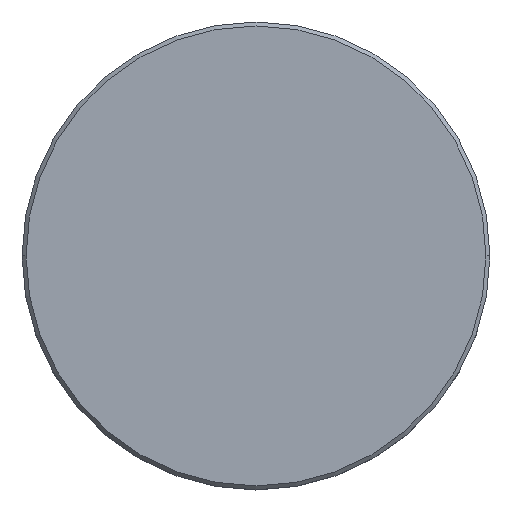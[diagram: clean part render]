
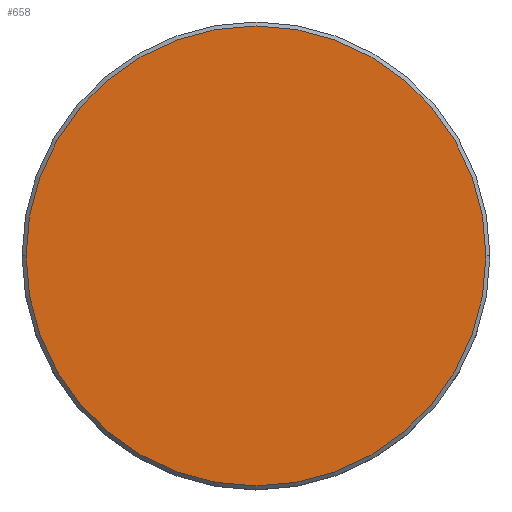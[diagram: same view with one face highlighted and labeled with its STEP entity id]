
A CAD part, top view. The second image highlights one B-rep face of the part: STEP entity #658.
In plain terms, the highlighted planar face has unit normal (0, 0, 1).
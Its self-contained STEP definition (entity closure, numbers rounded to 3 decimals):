
#30 = CIRCLE ( 'NONE', #689, 29. ) ;
#138 = CARTESIAN_POINT ( 'NONE',  ( -29., 0., 0. ) ) ;
#183 = DIRECTION ( 'NONE',  ( 0., 0., 1. ) ) ;
#272 = DIRECTION ( 'NONE',  ( 0., 0., 1. ) ) ;
#276 = AXIS2_PLACEMENT_3D ( 'NONE', #1173, #272, #703 ) ;
#348 = CIRCLE ( 'NONE', #1018, 29. ) ;
#354 = CARTESIAN_POINT ( 'NONE',  ( 0., 0., 0. ) ) ;
#436 = ORIENTED_EDGE ( 'NONE', *, *, #719, .T. ) ;
#511 = VERTEX_POINT ( 'NONE', #138 ) ;
#529 = ORIENTED_EDGE ( 'NONE', *, *, #1162, .T. ) ;
#573 = CARTESIAN_POINT ( 'NONE',  ( 29., 0., 0. ) ) ;
#618 = FACE_OUTER_BOUND ( 'NONE', #1078, .T. ) ;
#619 = VERTEX_POINT ( 'NONE', #573 ) ;
#621 = CARTESIAN_POINT ( 'NONE',  ( 0., 0., 0. ) ) ;
#658 = ADVANCED_FACE ( 'NONE', ( #618 ), #987, .T. ) ;
#689 = AXIS2_PLACEMENT_3D ( 'NONE', #354, #800, #886 ) ;
#703 = DIRECTION ( 'NONE',  ( 1., 0., 0. ) ) ;
#719 = EDGE_CURVE ( 'NONE', #619, #511, #30, .T. ) ;
#800 = DIRECTION ( 'NONE',  ( 0., 0., 1. ) ) ;
#886 = DIRECTION ( 'NONE',  ( 1., 0., 0. ) ) ;
#933 = DIRECTION ( 'NONE',  ( 1., 0., 0. ) ) ;
#987 = PLANE ( 'NONE',  #276 ) ;
#1018 = AXIS2_PLACEMENT_3D ( 'NONE', #621, #183, #933 ) ;
#1078 = EDGE_LOOP ( 'NONE', ( #529, #436 ) ) ;
#1162 = EDGE_CURVE ( 'NONE', #511, #619, #348, .T. ) ;
#1173 = CARTESIAN_POINT ( 'NONE',  ( 0., 0., 0. ) ) ;
